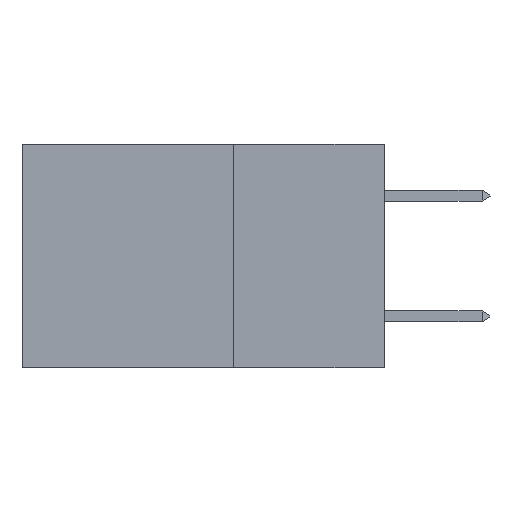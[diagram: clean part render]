
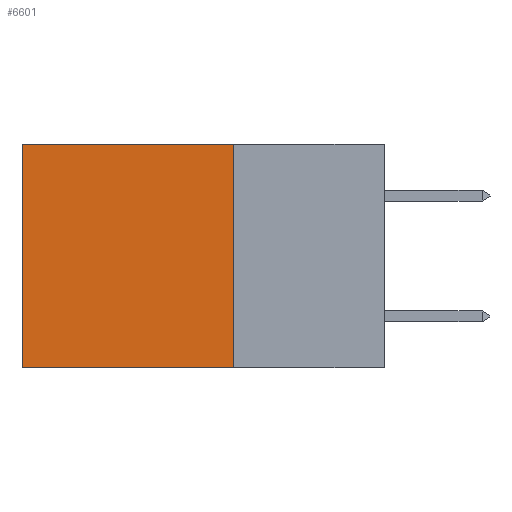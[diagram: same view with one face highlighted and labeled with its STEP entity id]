
A CAD part, left-side view. The second image highlights one B-rep face of the part: STEP entity #6601.
In plain terms, the highlighted planar face has unit normal (-1, 0, 0).
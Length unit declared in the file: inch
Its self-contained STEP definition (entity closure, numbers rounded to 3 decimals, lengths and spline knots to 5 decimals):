
#2525 = EDGE_CURVE ( 'NONE', #36510, #15171, #30829, .T. ) ;
#2551 = DIRECTION ( 'NONE',  ( 0., 1., 0. ) ) ;
#3549 = DIRECTION ( 'NONE',  ( 0., 1., 0. ) ) ;
#5739 = CARTESIAN_POINT ( 'NONE',  ( 0.2875, 0.25, -0.37 ) ) ;
#6601 = ADVANCED_FACE ( 'NONE', ( #11195 ), #35485, .F. ) ;
#8404 = DIRECTION ( 'NONE',  ( 1., 0., 0. ) ) ;
#8706 = ORIENTED_EDGE ( 'NONE', *, *, #2525, .T. ) ;
#9105 = ORIENTED_EDGE ( 'NONE', *, *, #38755, .F. ) ;
#11195 = FACE_OUTER_BOUND ( 'NONE', #13594, .T. ) ;
#11387 = CARTESIAN_POINT ( 'NONE',  ( 0.2875, 0.25, 0. ) ) ;
#13102 = CARTESIAN_POINT ( 'NONE',  ( 0.2875, 0.25, 0. ) ) ;
#13214 = VERTEX_POINT ( 'NONE', #32797 ) ;
#13594 = EDGE_LOOP ( 'NONE', ( #34771, #9105, #38661, #8706 ) ) ;
#13919 = CARTESIAN_POINT ( 'NONE',  ( 0.2875, 0.25, -0.37 ) ) ;
#15171 = VERTEX_POINT ( 'NONE', #23714 ) ;
#15314 = VECTOR ( 'NONE', #3549, 39.37008 ) ;
#18157 = CARTESIAN_POINT ( 'NONE',  ( 0.2875, 0.25, 0. ) ) ;
#20828 = VECTOR ( 'NONE', #2551, 39.37008 ) ;
#22882 = DIRECTION ( 'NONE',  ( 0., 0., -1. ) ) ;
#23341 = DIRECTION ( 'NONE',  ( 0., 0., -1. ) ) ;
#23714 = CARTESIAN_POINT ( 'NONE',  ( 0.2875, 0.6, 0. ) ) ;
#23986 = EDGE_CURVE ( 'NONE', #36510, #27628, #31474, .T. ) ;
#24510 = VECTOR ( 'NONE', #25498, 39.37008 ) ;
#25498 = DIRECTION ( 'NONE',  ( 0., 0., -1. ) ) ;
#25870 = LINE ( 'NONE', #38029, #27017 ) ;
#27017 = VECTOR ( 'NONE', #22882, 39.37008 ) ;
#27230 = LINE ( 'NONE', #5739, #20828 ) ;
#27628 = VERTEX_POINT ( 'NONE', #13919 ) ;
#27871 = AXIS2_PLACEMENT_3D ( 'NONE', #11387, #8404, #23341 ) ;
#28476 = CARTESIAN_POINT ( 'NONE',  ( 0.2875, 0.25, 0. ) ) ;
#30829 = LINE ( 'NONE', #13102, #15314 ) ;
#31474 = LINE ( 'NONE', #28476, #24510 ) ;
#32797 = CARTESIAN_POINT ( 'NONE',  ( 0.2875, 0.6, -0.37 ) ) ;
#33724 = EDGE_CURVE ( 'NONE', #15171, #13214, #25870, .T. ) ;
#34771 = ORIENTED_EDGE ( 'NONE', *, *, #33724, .T. ) ;
#35485 = PLANE ( 'NONE',  #27871 ) ;
#36510 = VERTEX_POINT ( 'NONE', #18157 ) ;
#38029 = CARTESIAN_POINT ( 'NONE',  ( 0.2875, 0.6, 0. ) ) ;
#38661 = ORIENTED_EDGE ( 'NONE', *, *, #23986, .F. ) ;
#38755 = EDGE_CURVE ( 'NONE', #27628, #13214, #27230, .T. ) ;
